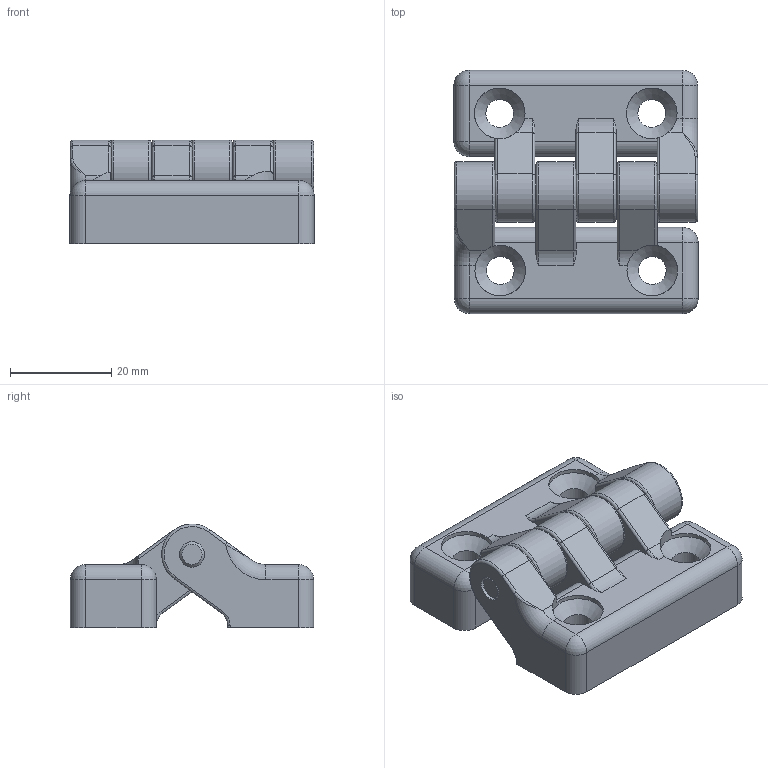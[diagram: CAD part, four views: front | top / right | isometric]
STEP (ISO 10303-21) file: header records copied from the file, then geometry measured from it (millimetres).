
FILE_DESCRIPTION(/* description */ ('File step'),/* implementation_level */ '2;1');
FILE_NAME(/* name */ '6388020',/* time_stamp */ '2022-02-18T17:15:51+01:00',/* author */ ('Zorzan D.'),/* organization */ ('Gamm Srl.'),/* preprocessor_version */ 'ST-DEVELOPER v16.7',/* originating_system */ 'Solid Edge',/* authorisation */ 'Unknown');
FILE_SCHEMA (('CONFIG_CONTROL_DESIGN'));
Length unit declared in the file: millimetre
Products named in the file (1): Parte4
Bounding box: 48.2 x 48 x 20.49 mm (x, y, z)
Volume: 23466.8 mm3; surface area: 11693.2 mm2
Topology: 1 solids, 1 shells, 236 faces, 641 edges, 397 vertices
Faces by surface type: cylinder 110, plane 80, torus 32, cone 6, sphere 6, bspline 2
Full cylindrical faces by diameter (mm): 5 x4, 5.5 x4, 10 x4
Entity records: 8916 total; most frequent: CARTESIAN_POINT 1341, DIRECTION 1306, ORIENTED_EDGE 1198, EDGE_CURVE 599, AXIS2_PLACEMENT_3D 500, VERTEX_POINT 381, LINE 306, VECTOR 306
